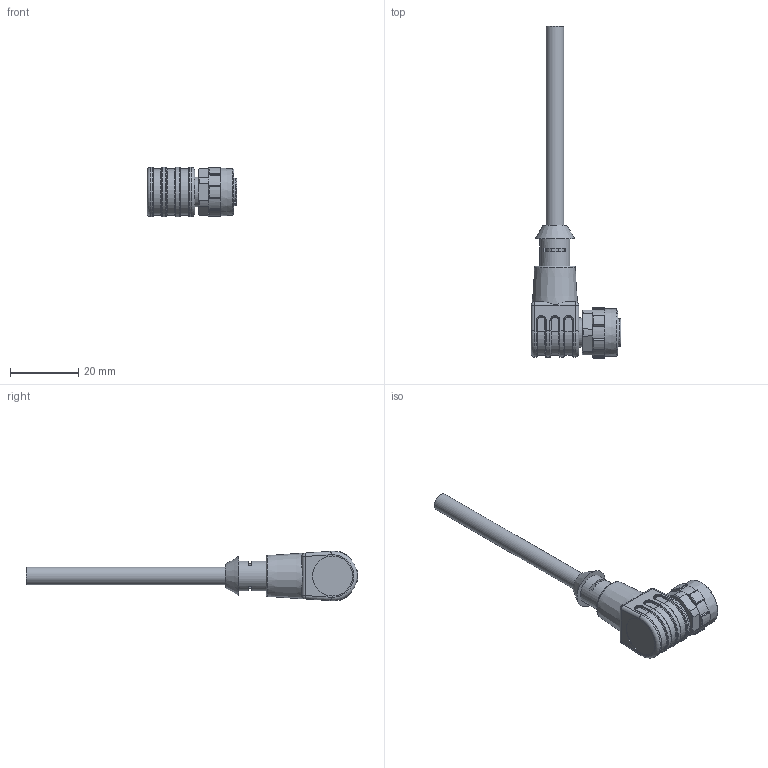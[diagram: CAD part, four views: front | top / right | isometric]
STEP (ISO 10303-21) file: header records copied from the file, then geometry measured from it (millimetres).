
FILE_DESCRIPTION(/* description */ (''),/* implementation_level */ '2;1');
FILE_NAME(/* name */ 'AL-WWAKK4-m_stp.stp',/* time_stamp */ '2020-02-28T10:23:29+01:00',/* author */ (''),/* organization */ (''),/* preprocessor_version */ 'ST-DEVELOPER v16',/* originating_system */ 'SIEMENS PLM Software NX 10.0',/* authorisation */ '');
FILE_SCHEMA (('AUTOMOTIVE_DESIGN { 1 0 10303 214 3 1 1 1 }'));
Length unit declared in the file: millimetre
Products named in the file (1): AL-WWAK4
Bounding box: 26.4 x 97.53 x 14.47 mm (x, y, z)
Volume: 7445.4 mm3; surface area: 4187.7 mm2
Topology: 1 solids, 1 shells, 395 faces, 967 edges, 578 vertices
Faces by surface type: plane 136, cylinder 128, bspline 38, extrusion 32, torus 24, cone 23, sphere 14
Full cylindrical faces by diameter (mm): 5.2 x1, 8.7 x1, 8.8 x1, 10.95 x1, 11.8 x1, 12.1 x1
Entity records: 13259 total; most frequent: CARTESIAN_POINT 4553, ORIENTED_EDGE 1828, DIRECTION 1725, EDGE_CURVE 914, AXIS2_PLACEMENT_3D 637, VERTEX_POINT 565, VECTOR 451, EDGE_LOOP 439
